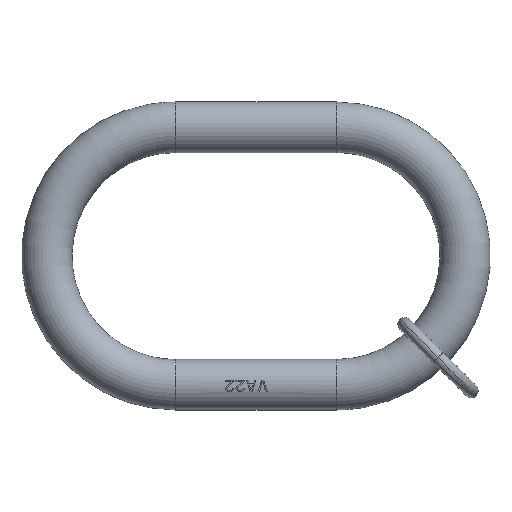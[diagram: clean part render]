
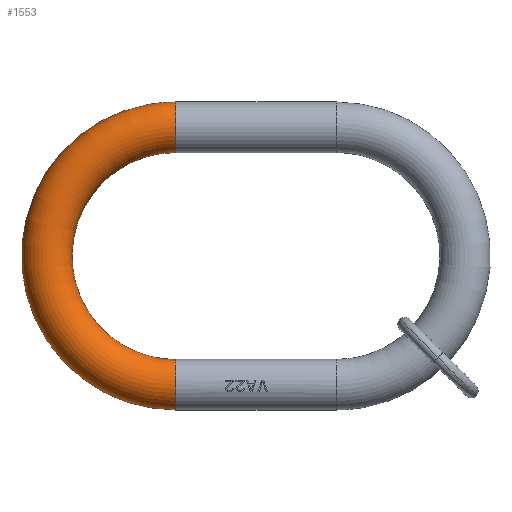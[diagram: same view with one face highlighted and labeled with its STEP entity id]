
A CAD part, top view. The second image highlights one B-rep face of the part: STEP entity #1553.
In plain terms, the highlighted toroidal (fillet/blend) face has major radius 56 mm and minor radius 11 mm.
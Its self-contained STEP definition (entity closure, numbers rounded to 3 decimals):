
#5=CARTESIAN_POINT('',(-70.,-56.,0.));
#6=DIRECTION('',(-1.,0.,0.));
#7=DIRECTION('',(0.,-1.,0.));
#8=AXIS2_PLACEMENT_3D('',#5,#6,#7);
#356=CARTESIAN_POINT('',(-70.,45.,0.));
#357=CARTESIAN_POINT('',(-72.356,45.,0.));
#358=CARTESIAN_POINT('',(-77.069,44.629,
0.));
#359=CARTESIAN_POINT('',(-83.963,42.974,
0.));
#360=CARTESIAN_POINT('',(-90.514,40.261,
0.));
#361=CARTESIAN_POINT('',(-96.559,36.556,
0.));
#362=CARTESIAN_POINT('',(-101.951,31.951,
0.));
#363=CARTESIAN_POINT('',(-106.556,26.559,
0.));
#364=CARTESIAN_POINT('',(-110.261,20.514,
0.));
#365=CARTESIAN_POINT('',(-112.974,13.963,
0.));
#366=CARTESIAN_POINT('',(-114.629,7.069,
0.));
#367=CARTESIAN_POINT('',(-115.185,0.,
0.));
#368=CARTESIAN_POINT('',(-114.629,-7.069,
0.));
#369=CARTESIAN_POINT('',(-112.974,-13.963,
0.));
#370=CARTESIAN_POINT('',(-110.261,-20.514,
0.));
#371=CARTESIAN_POINT('',(-106.556,-26.559,
0.));
#372=CARTESIAN_POINT('',(-101.951,-31.951,
0.));
#373=CARTESIAN_POINT('',(-96.559,-36.556,
0.));
#374=CARTESIAN_POINT('',(-90.514,-40.261,
0.));
#375=CARTESIAN_POINT('',(-83.963,-42.974,
0.));
#376=CARTESIAN_POINT('',(-77.069,-44.629,
0.));
#377=CARTESIAN_POINT('',(-72.356,-45.,0.));
#378=CARTESIAN_POINT('',(-70.,-45.,0.));
#380=CARTESIAN_POINT('',(-70.,-67.,0.));
#381=CARTESIAN_POINT('',(-73.189,-67.,0.));
#382=CARTESIAN_POINT('',(-79.568,-66.544,
0.));
#383=CARTESIAN_POINT('',(-88.94,-64.505,
0.));
#384=CARTESIAN_POINT('',(-97.928,-61.153,
0.));
#385=CARTESIAN_POINT('',(-106.346,-56.556,
0.));
#386=CARTESIAN_POINT('',(-114.025,-50.808,0.));
#387=CARTESIAN_POINT('',(-120.808,-44.025,0.));
#388=CARTESIAN_POINT('',(-126.556,-36.346,0.));
#389=CARTESIAN_POINT('',(-131.153,-27.928,0.));
#390=CARTESIAN_POINT('',(-134.505,-18.94,0.));
#391=CARTESIAN_POINT('',(-136.544,-9.568,0.));
#392=CARTESIAN_POINT('',(-137.228,0.,0.));
#393=CARTESIAN_POINT('',(-136.544,9.568,0.));
#394=CARTESIAN_POINT('',(-134.505,18.94,0.));
#395=CARTESIAN_POINT('',(-131.153,27.928,0.));
#396=CARTESIAN_POINT('',(-126.556,36.346,0.));
#397=CARTESIAN_POINT('',(-120.808,44.025,0.));
#398=CARTESIAN_POINT('',(-114.025,50.808,0.));
#399=CARTESIAN_POINT('',(-106.346,56.556,
0.));
#400=CARTESIAN_POINT('',(-97.928,61.153,
0.));
#401=CARTESIAN_POINT('',(-88.94,64.505,
0.));
#402=CARTESIAN_POINT('',(-79.568,66.544,
0.));
#403=CARTESIAN_POINT('',(-73.189,67.,0.));
#404=CARTESIAN_POINT('',(-70.,67.,0.));
#415=CARTESIAN_POINT('',(-70.,56.,0.));
#416=DIRECTION('',(-1.,0.,0.));
#417=DIRECTION('',(0.,-1.,0.));
#418=AXIS2_PLACEMENT_3D('',#415,#416,#417);
#1102=CARTESIAN_POINT('',(-70.,45.,0.));
#1104=VERTEX_POINT('',#1102);
#1105=CARTESIAN_POINT('',(-70.,67.,0.));
#1107=VERTEX_POINT('',#1105);
#1198=VERTEX_POINT('',#378);
#1199=VERTEX_POINT('',#380);
#1539=CARTESIAN_POINT('',(-70.,0.,0.));
#1540=DIRECTION('',(0.,0.,1.));
#1541=DIRECTION('',(0.,-1.,0.));
#1542=AXIS2_PLACEMENT_3D('',#1539,#1540,#1541);
#1543=TOROIDAL_SURFACE('',#1542,56.,11.);
#1545=ORIENTED_EDGE('',*,*,#1544,.F.);
#1547=ORIENTED_EDGE('',*,*,#1546,.T.);
#1548=ORIENTED_EDGE('',*,*,#1379,.F.);
#1550=ORIENTED_EDGE('',*,*,#1549,.T.);
#1551=EDGE_LOOP('',(#1545,#1547,#1548,#1550));
#1552=FACE_OUTER_BOUND('',#1551,.F.);
#1553=ADVANCED_FACE('',(#1552),#1543,.T.);
#9=CIRCLE('',#8,11.);
#379=B_SPLINE_CURVE_WITH_KNOTS('',3,(#356,#357,#358,#359,#360,#361,#362,#363,
#364,#365,#366,#367,#368,#369,#370,#371,#372,#373,#374,#375,#376,#377,#378),
.UNSPECIFIED.,.F.,.F.,(4,1,1,1,1,1,1,1,1,1,1,1,1,1,1,1,1,1,1,1,4),(0.,0.05,
0.1,0.15,0.2,0.25,0.3,0.35,0.4,0.45,0.5,0.55,0.6,0.65,
0.7,0.75,0.8,0.85,0.9,0.95,1.),.UNSPECIFIED.);
#405=B_SPLINE_CURVE_WITH_KNOTS('',3,(#380,#381,#382,#383,#384,#385,#386,#387,
#388,#389,#390,#391,#392,#393,#394,#395,#396,#397,#398,#399,#400,#401,#402,#403,
#404),.UNSPECIFIED.,.F.,.F.,(4,1,1,1,1,1,1,1,1,1,1,1,1,1,1,1,1,1,1,1,1,1,4),(
0.,0.045,0.091,0.136,0.182,
0.227,0.273,0.318,0.364,
0.409,0.455,0.5,0.545,0.591,
0.636,0.682,0.727,0.773,
0.818,0.864,0.909,0.955,1.),
.UNSPECIFIED.);
#419=CIRCLE('',#418,11.);
#1379=EDGE_CURVE('',#1199,#1198,#9,.T.);
#1544=EDGE_CURVE('',#1104,#1107,#419,.T.);
#1546=EDGE_CURVE('',#1104,#1198,#379,.T.);
#1549=EDGE_CURVE('',#1199,#1107,#405,.T.);
